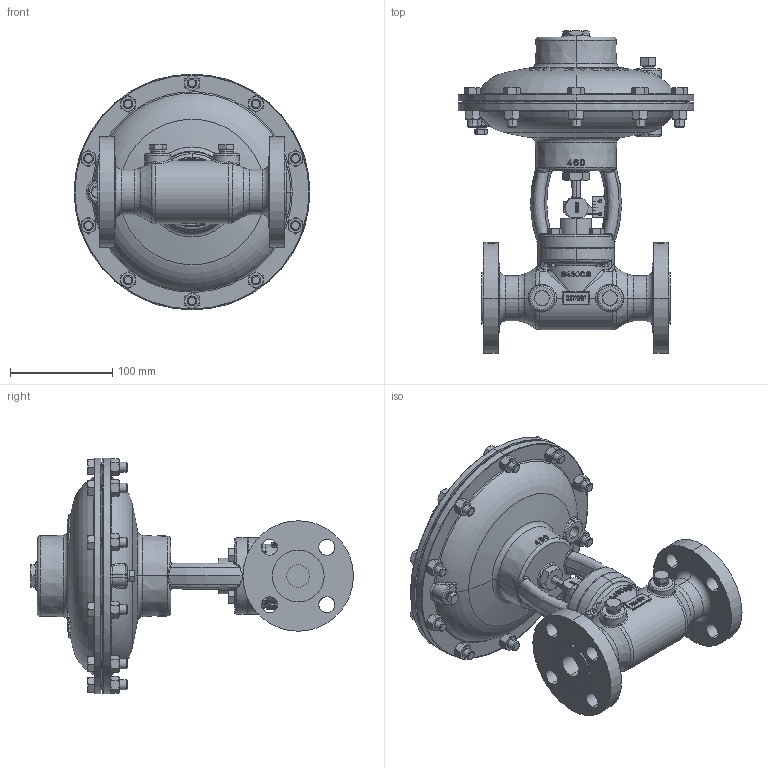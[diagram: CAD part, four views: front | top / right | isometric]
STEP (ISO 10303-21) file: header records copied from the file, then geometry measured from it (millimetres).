
FILE_DESCRIPTION (( 'STEP AP203' ), '1' );
FILE_NAME ('1 INCH HPMV 150RF FMT (EHC).step', '2014-01-24T20:43:20', ( 'PCTech' ), ( 'Microsoft' ), 'SwSTEP 2.0', 'SolidWorks 2013', '' );
FILE_SCHEMA (( 'CONFIG_CONTROL_DESIGN' ));
Length unit declared in the file: inch
Products named in the file (1): 1 INCH HPMV 150RF FMT (EHC)
Bounding box: 230.19 x 315.42 x 230.19 mm (x, y, z)
Volume: 2957778.2 mm3; surface area: 268607 mm2
Topology: 2 solids, 2 shells, 2657 faces, 6691 edges, 4197 vertices
Faces by surface type: plane 1050, bspline 749, cone 384, cylinder 292, torus 143, sphere 39
Entity records: 145186 total; most frequent: CARTESIAN_POINT 86873, ORIENTED_EDGE 13334, DIRECTION 10071, EDGE_CURVE 6667, VERTEX_POINT 4197, AXIS2_PLACEMENT_3D 3715, EDGE_LOOP 2900, ADVANCED_FACE 2657
